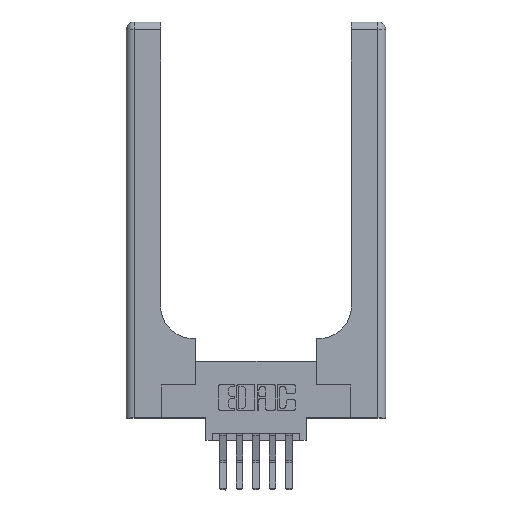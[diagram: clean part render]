
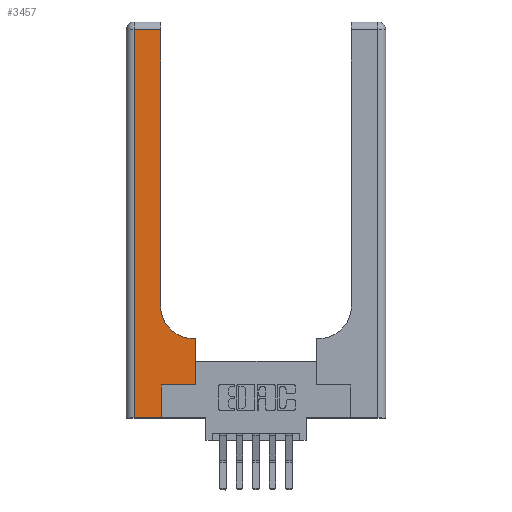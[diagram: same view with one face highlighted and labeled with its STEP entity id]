
A CAD part, top view. The second image highlights one B-rep face of the part: STEP entity #3457.
In plain terms, the highlighted planar face has unit normal (0, 0, 1).
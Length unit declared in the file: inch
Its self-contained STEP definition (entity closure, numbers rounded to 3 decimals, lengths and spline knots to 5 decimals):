
#750 = CARTESIAN_POINT ( 'NONE',  ( 0., 2.94, 0.37 ) ) ;
#806 = VECTOR ( 'NONE', #2659, 39.37008 ) ;
#845 = ORIENTED_EDGE ( 'NONE', *, *, #6729, .T. ) ;
#991 = LINE ( 'NONE', #4369, #9118 ) ;
#1132 = LINE ( 'NONE', #13151, #806 ) ;
#1184 = ORIENTED_EDGE ( 'NONE', *, *, #11670, .T. ) ;
#1249 = VERTEX_POINT ( 'NONE', #9929 ) ;
#1385 = ORIENTED_EDGE ( 'NONE', *, *, #10515, .T. ) ;
#1731 = CARTESIAN_POINT ( 'NONE',  ( 0.265, 0., 0.37 ) ) ;
#1825 = LINE ( 'NONE', #7101, #12696 ) ;
#2086 = EDGE_LOOP ( 'NONE', ( #13049, #5042, #10462, #1184, #3544, #1385, #845, #5875, #4739 ) ) ;
#2562 = VECTOR ( 'NONE', #3661, 39.37008 ) ;
#2641 = LINE ( 'NONE', #750, #7970 ) ;
#2659 = DIRECTION ( 'NONE',  ( 1., 0., 0. ) ) ;
#2668 = CARTESIAN_POINT ( 'NONE',  ( 0.51, 0.85, 0.37 ) ) ;
#2820 = VERTEX_POINT ( 'NONE', #4782 ) ;
#2932 = EDGE_CURVE ( 'NONE', #4531, #9709, #10259, .T. ) ;
#3424 = CARTESIAN_POINT ( 'NONE',  ( 0.51, 0.6, 0.37 ) ) ;
#3457 = ADVANCED_FACE ( 'NONE', ( #9921 ), #8811, .F. ) ;
#3524 = CARTESIAN_POINT ( 'NONE',  ( 0., 3., 0.37 ) ) ;
#3544 = ORIENTED_EDGE ( 'NONE', *, *, #5048, .T. ) ;
#3559 = CARTESIAN_POINT ( 'NONE',  ( 0.528, 0.25, 0.37 ) ) ;
#3661 = DIRECTION ( 'NONE',  ( 0., 1., 0. ) ) ;
#3750 = DIRECTION ( 'NONE',  ( 1., 0., 0. ) ) ;
#3811 = LINE ( 'NONE', #6313, #9429 ) ;
#3939 = DIRECTION ( 'NONE',  ( 1., 0., 0. ) ) ;
#4055 = CARTESIAN_POINT ( 'NONE',  ( 0.06, 0., 0.37 ) ) ;
#4107 = VERTEX_POINT ( 'NONE', #6725 ) ;
#4369 = CARTESIAN_POINT ( 'NONE',  ( 0.26, 3., 0.37 ) ) ;
#4531 = VERTEX_POINT ( 'NONE', #12562 ) ;
#4598 = DIRECTION ( 'NONE',  ( -1., 0., 0. ) ) ;
#4666 = VECTOR ( 'NONE', #10244, 39.37008 ) ;
#4739 = ORIENTED_EDGE ( 'NONE', *, *, #12899, .T. ) ;
#4782 = CARTESIAN_POINT ( 'NONE',  ( 0.528, 0.25, 0.37 ) ) ;
#5017 = CARTESIAN_POINT ( 'NONE',  ( 0.26, 0.6, 0.37 ) ) ;
#5042 = ORIENTED_EDGE ( 'NONE', *, *, #9985, .T. ) ;
#5048 = EDGE_CURVE ( 'NONE', #13131, #1249, #12010, .T. ) ;
#5875 = ORIENTED_EDGE ( 'NONE', *, *, #2932, .T. ) ;
#5942 = AXIS2_PLACEMENT_3D ( 'NONE', #2668, #10048, #3750 ) ;
#6313 = CARTESIAN_POINT ( 'NONE',  ( 0.06, 3., 0.37 ) ) ;
#6725 = CARTESIAN_POINT ( 'NONE',  ( 0.26, 0.85, 0.37 ) ) ;
#6729 = EDGE_CURVE ( 'NONE', #2820, #4531, #10973, .T. ) ;
#7101 = CARTESIAN_POINT ( 'NONE',  ( 0.265, 0.25, 0.37 ) ) ;
#7970 = VECTOR ( 'NONE', #8173, 39.37008 ) ;
#8173 = DIRECTION ( 'NONE',  ( -1., 0., 0. ) ) ;
#8640 = DIRECTION ( 'NONE',  ( 0., 1., 0. ) ) ;
#8811 = PLANE ( 'NONE',  #12890 ) ;
#9104 = CARTESIAN_POINT ( 'NONE',  ( 0.06, 2.94, 0.37 ) ) ;
#9118 = VECTOR ( 'NONE', #8640, 39.37008 ) ;
#9255 = VECTOR ( 'NONE', #11230, 39.37008 ) ;
#9285 = VERTEX_POINT ( 'NONE', #9104 ) ;
#9378 = CIRCLE ( 'NONE', #5942, 0.25 ) ;
#9423 = CARTESIAN_POINT ( 'NONE',  ( 0.265, 0., 0.37 ) ) ;
#9429 = VECTOR ( 'NONE', #13636, 39.37008 ) ;
#9432 = VERTEX_POINT ( 'NONE', #4055 ) ;
#9633 = EDGE_CURVE ( 'NONE', #4107, #12718, #991, .T. ) ;
#9709 = VERTEX_POINT ( 'NONE', #3424 ) ;
#9921 = FACE_OUTER_BOUND ( 'NONE', #2086, .T. ) ;
#9929 = CARTESIAN_POINT ( 'NONE',  ( 0.265, 0.25, 0.37 ) ) ;
#9985 = EDGE_CURVE ( 'NONE', #12718, #9285, #2641, .T. ) ;
#10048 = DIRECTION ( 'NONE',  ( 0., 0., -1. ) ) ;
#10100 = EDGE_CURVE ( 'NONE', #9285, #9432, #3811, .T. ) ;
#10244 = DIRECTION ( 'NONE',  ( -1., 0., 0. ) ) ;
#10259 = LINE ( 'NONE', #5017, #4666 ) ;
#10462 = ORIENTED_EDGE ( 'NONE', *, *, #10100, .T. ) ;
#10515 = EDGE_CURVE ( 'NONE', #1249, #2820, #1825, .T. ) ;
#10884 = DIRECTION ( 'NONE',  ( 0., 0., -1. ) ) ;
#10973 = LINE ( 'NONE', #3559, #2562 ) ;
#11230 = DIRECTION ( 'NONE',  ( 0., 1., 0. ) ) ;
#11670 = EDGE_CURVE ( 'NONE', #9432, #13131, #1132, .T. ) ;
#11802 = CARTESIAN_POINT ( 'NONE',  ( 0.26, 2.94, 0.37 ) ) ;
#12010 = LINE ( 'NONE', #1731, #9255 ) ;
#12562 = CARTESIAN_POINT ( 'NONE',  ( 0.528, 0.6, 0.37 ) ) ;
#12696 = VECTOR ( 'NONE', #3939, 39.37008 ) ;
#12718 = VERTEX_POINT ( 'NONE', #11802 ) ;
#12890 = AXIS2_PLACEMENT_3D ( 'NONE', #3524, #10884, #4598 ) ;
#12899 = EDGE_CURVE ( 'NONE', #9709, #4107, #9378, .T. ) ;
#13049 = ORIENTED_EDGE ( 'NONE', *, *, #9633, .T. ) ;
#13131 = VERTEX_POINT ( 'NONE', #9423 ) ;
#13151 = CARTESIAN_POINT ( 'NONE',  ( 0., 0., 0.37 ) ) ;
#13636 = DIRECTION ( 'NONE',  ( 0., -1., 0. ) ) ;
